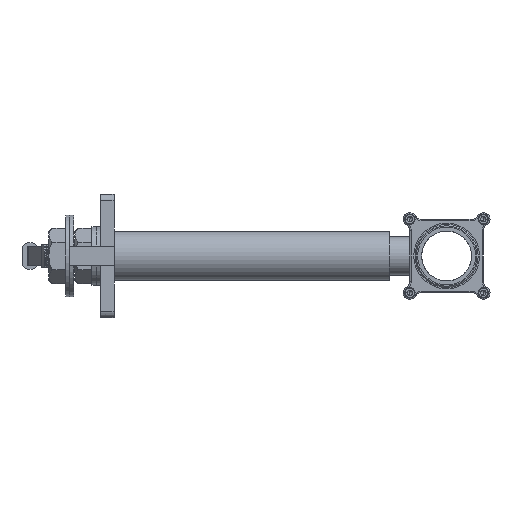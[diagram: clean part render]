
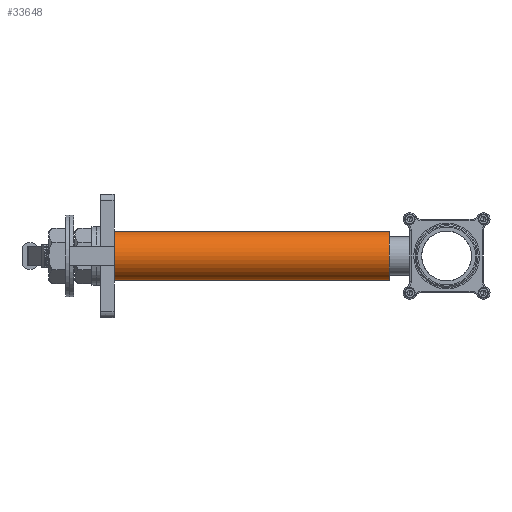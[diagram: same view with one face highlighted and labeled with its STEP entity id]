
A CAD part, left-side view. The second image highlights one B-rep face of the part: STEP entity #33648.
In plain terms, the highlighted cylindrical face has radius 18.517 mm (diameter 37.033 mm), a partial arc.
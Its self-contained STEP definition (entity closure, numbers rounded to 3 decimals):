
#1088 = VECTOR ( 'NONE', #31671, 1000. ) ;
#4196 = EDGE_CURVE ( 'NONE', #43340, #19690, #69781, .T. ) ;
#5446 = VERTEX_POINT ( 'NONE', #78445 ) ;
#6107 = DIRECTION ( 'NONE',  ( 0., 0., -1. ) ) ;
#6849 = EDGE_CURVE ( 'NONE', #65539, #5446, #22406, .T. ) ;
#7166 = CYLINDRICAL_SURFACE ( 'NONE', #26826, 18.517 ) ;
#7680 = CARTESIAN_POINT ( 'NONE',  ( 0., 253., 0. ) ) ;
#8503 = DIRECTION ( 'NONE',  ( 0., -1., 0. ) ) ;
#10391 = EDGE_CURVE ( 'NONE', #19690, #5446, #74111, .T. ) ;
#14236 = VECTOR ( 'NONE', #23229, 1000. ) ;
#15025 = ORIENTED_EDGE ( 'NONE', *, *, #10391, .F. ) ;
#18301 = ORIENTED_EDGE ( 'NONE', *, *, #81268, .T. ) ;
#19690 = VERTEX_POINT ( 'NONE', #69527 ) ;
#22406 = LINE ( 'NONE', #65900, #14236 ) ;
#23229 = DIRECTION ( 'NONE',  ( 0., -1., 0. ) ) ;
#25333 = DIRECTION ( 'NONE',  ( 0., -1., 0. ) ) ;
#26205 = FACE_OUTER_BOUND ( 'NONE', #81954, .T. ) ;
#26826 = AXIS2_PLACEMENT_3D ( 'NONE', #32423, #67844, #6107 ) ;
#30432 = CARTESIAN_POINT ( 'NONE',  ( 0., 0., 18.517 ) ) ;
#31671 = DIRECTION ( 'NONE',  ( 0., -1., 0. ) ) ;
#32423 = CARTESIAN_POINT ( 'NONE',  ( 0., 0., 0. ) ) ;
#33648 = ADVANCED_FACE ( 'NONE', ( #26205 ), #7166, .T. ) ;
#43340 = VERTEX_POINT ( 'NONE', #66557 ) ;
#44995 = AXIS2_PLACEMENT_3D ( 'NONE', #81277, #25333, #50607 ) ;
#45385 = ORIENTED_EDGE ( 'NONE', *, *, #6849, .T. ) ;
#49496 = AXIS2_PLACEMENT_3D ( 'NONE', #7680, #8503, #77268 ) ;
#50607 = DIRECTION ( 'NONE',  ( 0., 0., -1. ) ) ;
#59214 = ORIENTED_EDGE ( 'NONE', *, *, #4196, .F. ) ;
#65539 = VERTEX_POINT ( 'NONE', #77950 ) ;
#65900 = CARTESIAN_POINT ( 'NONE',  ( 0., 0., -18.517 ) ) ;
#66557 = CARTESIAN_POINT ( 'NONE',  ( 0., 253., 18.517 ) ) ;
#67844 = DIRECTION ( 'NONE',  ( 0., -1., 0. ) ) ;
#69527 = CARTESIAN_POINT ( 'NONE',  ( 0., 43.67, 18.517 ) ) ;
#69781 = LINE ( 'NONE', #30432, #1088 ) ;
#70668 = CIRCLE ( 'NONE', #49496, 18.517 ) ;
#74111 = CIRCLE ( 'NONE', #44995, 18.517 ) ;
#77268 = DIRECTION ( 'NONE',  ( 0., 0., -1. ) ) ;
#77950 = CARTESIAN_POINT ( 'NONE',  ( 0., 253., -18.517 ) ) ;
#78445 = CARTESIAN_POINT ( 'NONE',  ( 0., 43.67, -18.517 ) ) ;
#81268 = EDGE_CURVE ( 'NONE', #43340, #65539, #70668, .T. ) ;
#81277 = CARTESIAN_POINT ( 'NONE',  ( 0., 43.67, 0. ) ) ;
#81954 = EDGE_LOOP ( 'NONE', ( #59214, #18301, #45385, #15025 ) ) ;
